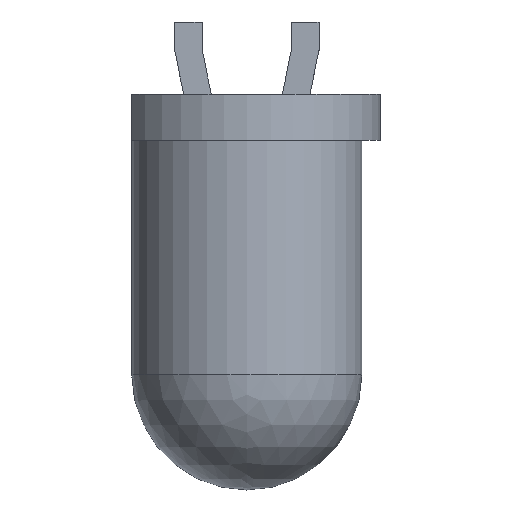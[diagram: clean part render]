
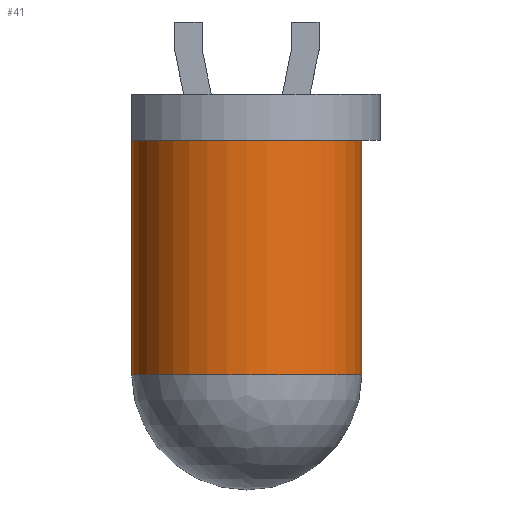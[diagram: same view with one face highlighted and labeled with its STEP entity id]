
A CAD part, top view. The second image highlights one B-rep face of the part: STEP entity #41.
In plain terms, the highlighted cylindrical face has radius 2.5 mm (diameter 5 mm), a full revolution.
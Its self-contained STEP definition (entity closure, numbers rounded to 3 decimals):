
#20=EDGE_CURVE('',#21,#21,#23,.T.);
#21=VERTEX_POINT('',#22);
#22=CARTESIAN_POINT('',(1.27,-7.37,17.5));
#23=CIRCLE('',#24,2.5);
#24=AXIS2_PLACEMENT_3D('',#25,#26,#27);
#25=CARTESIAN_POINT('',(1.27,-7.37,15.));
#26=DIRECTION('',(0.,1.,0.));
#27=DIRECTION('',(0.,0.,1.));
#39=DIRECTION('',(0.,-1.,0.));
#41=ADVANCED_FACE('',(#42),#69,.T.);
#42=FACE_BOUND('',#43,.F.);
#43=EDGE_LOOP('',(#44,#55,#61,#62,#63,#67));
#44=ORIENTED_EDGE('',*,*,#45,.F.);
#45=EDGE_CURVE('',#46,#48,#50,.T.);
#46=VERTEX_POINT('',#47);
#47=CARTESIAN_POINT('',(1.27,-2.27,17.5));
#48=VERTEX_POINT('',#49);
#49=CARTESIAN_POINT('',(-1.23,-2.27,15.));
#50=CIRCLE('',#51,2.5);
#51=AXIS2_PLACEMENT_3D('',#52,#53,#54);
#52=CARTESIAN_POINT('',(1.27,-2.27,15.));
#53=DIRECTION('',(0.,-1.,0.));
#54=DIRECTION('',(1.,0.,0.));
#55=ORIENTED_EDGE('',*,*,#56,.T.);
#56=EDGE_CURVE('',#46,#21,#57,.T.);
#57=LINE('',#58,#59);
#58=CARTESIAN_POINT('',(1.27,-1.27,17.5));
#59=VECTOR('',#60,1.);
#60=DIRECTION('',(0.,-1.,0.));
#61=ORIENTED_EDGE('',*,*,#20,.F.);
#62=ORIENTED_EDGE('',*,*,#56,.F.);
#63=ORIENTED_EDGE('',*,*,#64,.F.);
#64=EDGE_CURVE('',#65,#46,#50,.T.);
#65=VERTEX_POINT('',#66);
#66=CARTESIAN_POINT('',(3.77,-2.27,15.));
#67=ORIENTED_EDGE('',*,*,#68,.F.);
#68=EDGE_CURVE('',#48,#65,#50,.T.);
#69=CYLINDRICAL_SURFACE('',#70,2.5);
#70=AXIS2_PLACEMENT_3D('',#71,#39,#72);
#71=CARTESIAN_POINT('',(1.27,-1.27,15.));
#72=DIRECTION('',(0.,0.,1.));
